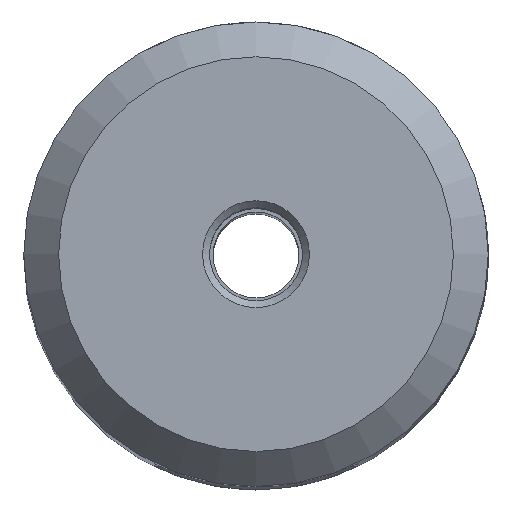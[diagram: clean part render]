
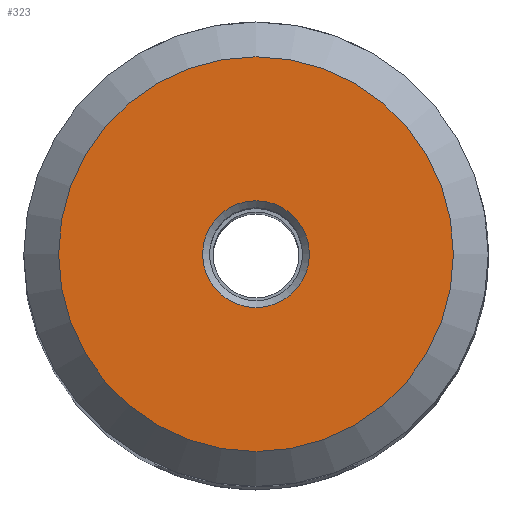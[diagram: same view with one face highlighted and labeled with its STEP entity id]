
A CAD part, top view. The second image highlights one B-rep face of the part: STEP entity #323.
In plain terms, the highlighted planar face has unit normal (0, 0, 1).
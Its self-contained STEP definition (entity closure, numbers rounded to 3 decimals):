
#28 = CARTESIAN_POINT ( 'NONE',  ( 0., 0., 90. ) ) ;
#81 = EDGE_CURVE ( 'NONE', #891, #891, #1039, .T. ) ;
#113 = AXIS2_PLACEMENT_3D ( 'NONE', #654, #1369, #782 ) ;
#323 = ADVANCED_FACE ( 'NONE', ( #723, #1335 ), #942, .T. ) ;
#337 = CARTESIAN_POINT ( 'NONE',  ( 8.5, 0., 90. ) ) ;
#404 = CARTESIAN_POINT ( 'NONE',  ( 0., 0., 90. ) ) ;
#413 = EDGE_LOOP ( 'NONE', ( #687 ) ) ;
#489 = DIRECTION ( 'NONE',  ( 0., 0., 1. ) ) ;
#513 = ORIENTED_EDGE ( 'NONE', *, *, #81, .T. ) ;
#550 = EDGE_LOOP ( 'NONE', ( #513 ) ) ;
#574 = AXIS2_PLACEMENT_3D ( 'NONE', #28, #489, #967 ) ;
#632 = DIRECTION ( 'NONE',  ( 1., 0., 0. ) ) ;
#654 = CARTESIAN_POINT ( 'NONE',  ( 0., 0., 90. ) ) ;
#687 = ORIENTED_EDGE ( 'NONE', *, *, #1109, .T. ) ;
#723 = FACE_BOUND ( 'NONE', #550, .T. ) ;
#782 = DIRECTION ( 'NONE',  ( 1., 0., 0. ) ) ;
#891 = VERTEX_POINT ( 'NONE', #1364 ) ;
#942 = PLANE ( 'NONE',  #574 ) ;
#967 = DIRECTION ( 'NONE',  ( 1., 0., 0. ) ) ;
#1039 = CIRCLE ( 'NONE', #113, 2.3 ) ;
#1109 = EDGE_CURVE ( 'NONE', #1509, #1509, #1444, .T. ) ;
#1124 = AXIS2_PLACEMENT_3D ( 'NONE', #404, #1340, #632 ) ;
#1335 = FACE_OUTER_BOUND ( 'NONE', #413, .T. ) ;
#1340 = DIRECTION ( 'NONE',  ( 0., 0., 1. ) ) ;
#1364 = CARTESIAN_POINT ( 'NONE',  ( 2.3, 0., 90. ) ) ;
#1369 = DIRECTION ( 'NONE',  ( 0., 0., -1. ) ) ;
#1444 = CIRCLE ( 'NONE', #1124, 8.5 ) ;
#1509 = VERTEX_POINT ( 'NONE', #337 ) ;
